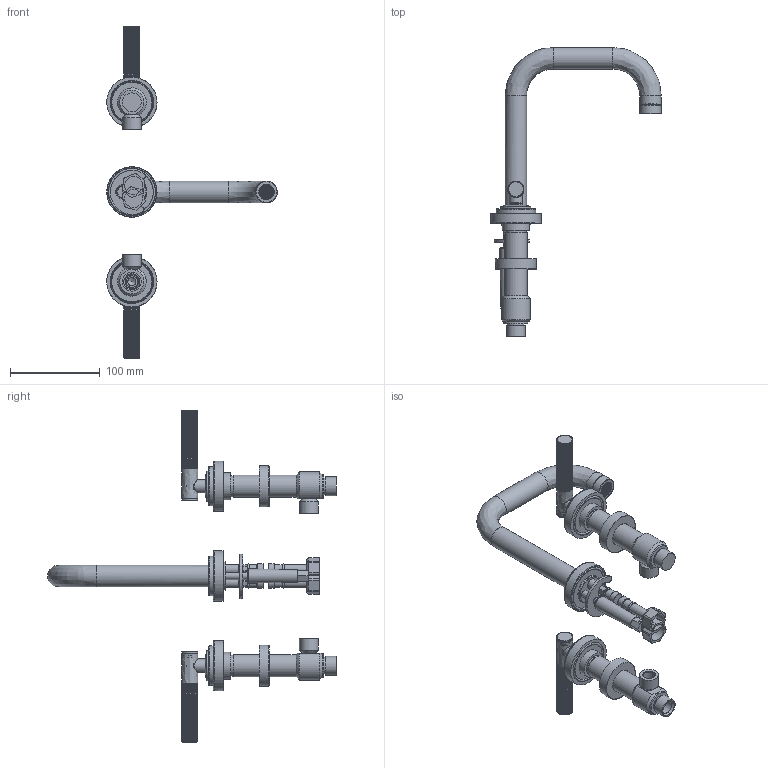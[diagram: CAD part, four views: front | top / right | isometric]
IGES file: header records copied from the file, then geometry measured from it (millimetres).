
Global section: file name: LANDMARK THINNER SPOUTS EXPORTV7K15SLL; native system: Autodesk Inventor 2020; preprocessor: unknown; author: aduggalther; date: 20221125.152433; units: millimetre
Bounding box: 190 x 321.9 x 370 mm (x, y, z)
Volume: 402505.4 mm3; surface area: 204001.3 mm2
Topology: 51 solids, 52 shells, 2275 faces, 6168 edges, 4170 vertices
Faces by surface type: bspline 2275
